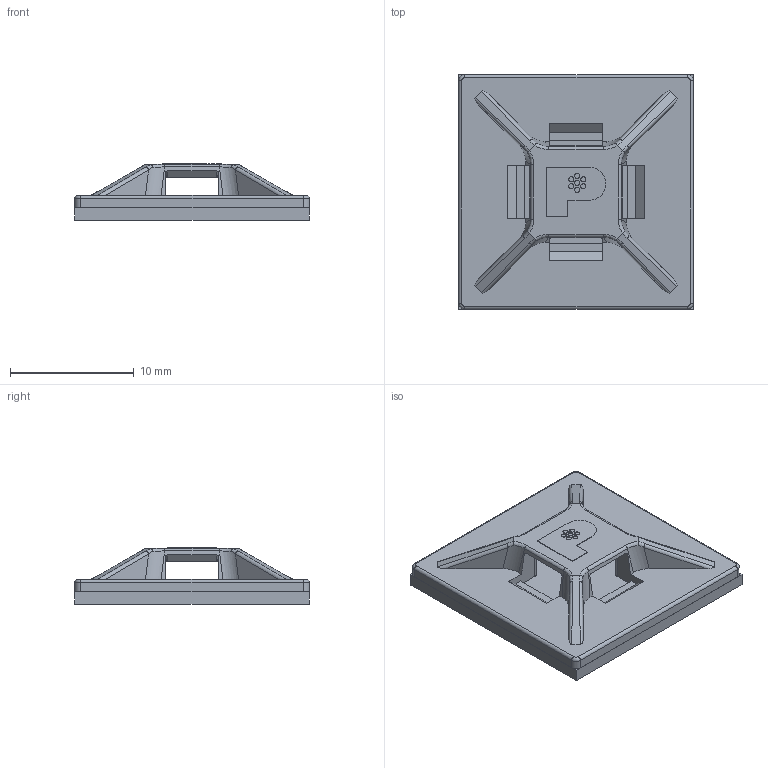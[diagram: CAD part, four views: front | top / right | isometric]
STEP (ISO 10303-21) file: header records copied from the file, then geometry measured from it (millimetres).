
FILE_DESCRIPTION(/* description */ (''),/* implementation_level */ '2;1');
FILE_NAME(/* name */ 'PANDUIT_ABMM-A',/* time_stamp */ '2010-07-23T14:46:12-05:00',/* author */ (''),/* organization */ (''),/* preprocessor_version */ 'ST-DEVELOPER v9',/* originating_system */ 'UGS - NX 3.0',/* authorisation */ '');
FILE_SCHEMA (('CONFIG_CONTROL_DESIGN'));
Length unit declared in the file: inch
Products named in the file (1): bwg57330zxu
Bounding box: 18.96 x 18.96 x 4.56 mm (x, y, z)
Volume: 754.7 mm3; surface area: 1697.4 mm2
Topology: 2 solids, 2 shells, 155 faces, 410 edges, 261 vertices
Faces by surface type: plane 71, cylinder 56, bspline 24, torus 4
Full cylindrical faces by diameter (mm): 0.42 x7
Entity records: 5152 total; most frequent: CARTESIAN_POINT 1298, ORIENTED_EDGE 792, DIRECTION 784, EDGE_CURVE 396, AXIS2_PLACEMENT_3D 276, VERTEX_POINT 254, LINE 232, VECTOR 232
